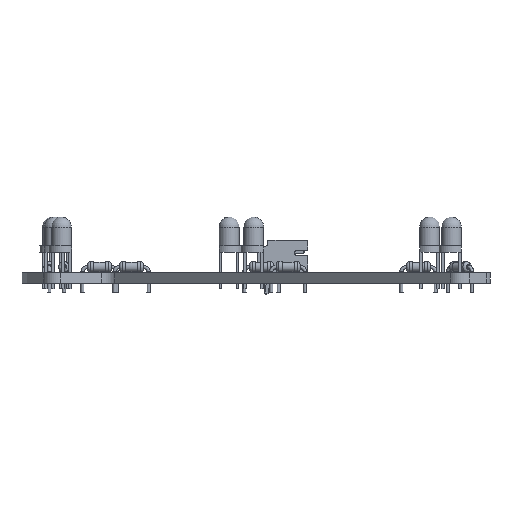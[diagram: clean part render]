
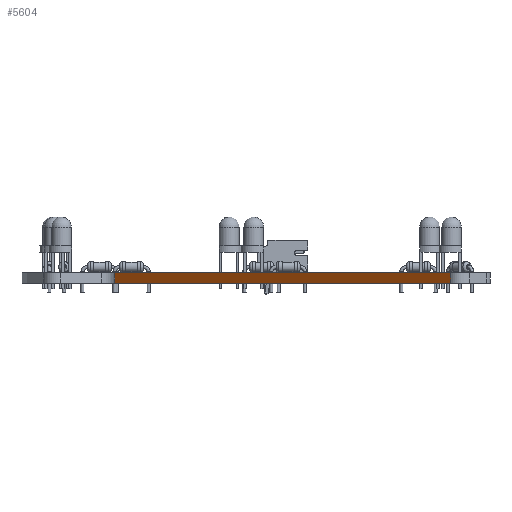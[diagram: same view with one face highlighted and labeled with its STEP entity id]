
A CAD part, front view. The second image highlights one B-rep face of the part: STEP entity #5604.
In plain terms, the highlighted planar face has unit normal (-0.707, -0.707, 0).
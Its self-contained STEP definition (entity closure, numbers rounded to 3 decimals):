
#649=FACE_OUTER_BOUND('',#1015,.T.);
#1015=EDGE_LOOP('',(#4753,#4754,#4755,#4756));
#1577=LINE('',#8938,#2170);
#1598=LINE('',#9096,#2191);
#1606=LINE('',#9183,#2199);
#1608=LINE('',#9187,#2201);
#2170=VECTOR('',#7224,1.);
#2191=VECTOR('',#7371,1.);
#2199=VECTOR('',#7463,1.);
#2201=VECTOR('',#7469,1.);
#2620=VERTEX_POINT('',#8935);
#2621=VERTEX_POINT('',#8937);
#2694=VERTEX_POINT('',#9093);
#2695=VERTEX_POINT('',#9095);
#3301=EDGE_CURVE('',#2621,#2620,#1577,.T.);
#3381=EDGE_CURVE('',#2694,#2695,#1598,.T.);
#3426=EDGE_CURVE('',#2695,#2620,#1606,.T.);
#3428=EDGE_CURVE('',#2694,#2621,#1608,.T.);
#4753=ORIENTED_EDGE('',*,*,#3428,.T.);
#4754=ORIENTED_EDGE('',*,*,#3301,.T.);
#4755=ORIENTED_EDGE('',*,*,#3426,.F.);
#4756=ORIENTED_EDGE('',*,*,#3381,.F.);
#5158=PLANE('',#6090);
#5604=ADVANCED_FACE('',(#649),#5158,.T.);
#6090=AXIS2_PLACEMENT_3D('',#9186,#7467,#7468);
#7224=DIRECTION('',(-0.707,0.707,0.));
#7371=DIRECTION('',(-0.707,0.707,0.));
#7463=DIRECTION('',(0.,0.,1.));
#7467=DIRECTION('center_axis',(-0.707,-0.707,0.));
#7468=DIRECTION('ref_axis',(-0.707,0.707,0.));
#7469=DIRECTION('',(0.,0.,1.));
#8935=CARTESIAN_POINT('',(121.045,-91.893,1.6));
#8937=CARTESIAN_POINT('',(171.453,-142.302,1.6));
#8938=CARTESIAN_POINT('',(171.453,-142.302,1.6));
#9093=CARTESIAN_POINT('',(171.453,-142.302,0.));
#9095=CARTESIAN_POINT('',(121.045,-91.893,0.));
#9096=CARTESIAN_POINT('',(171.453,-142.302,0.));
#9183=CARTESIAN_POINT('',(121.045,-91.893,0.));
#9186=CARTESIAN_POINT('Origin',(171.453,-142.302,0.));
#9187=CARTESIAN_POINT('',(171.453,-142.302,0.));
